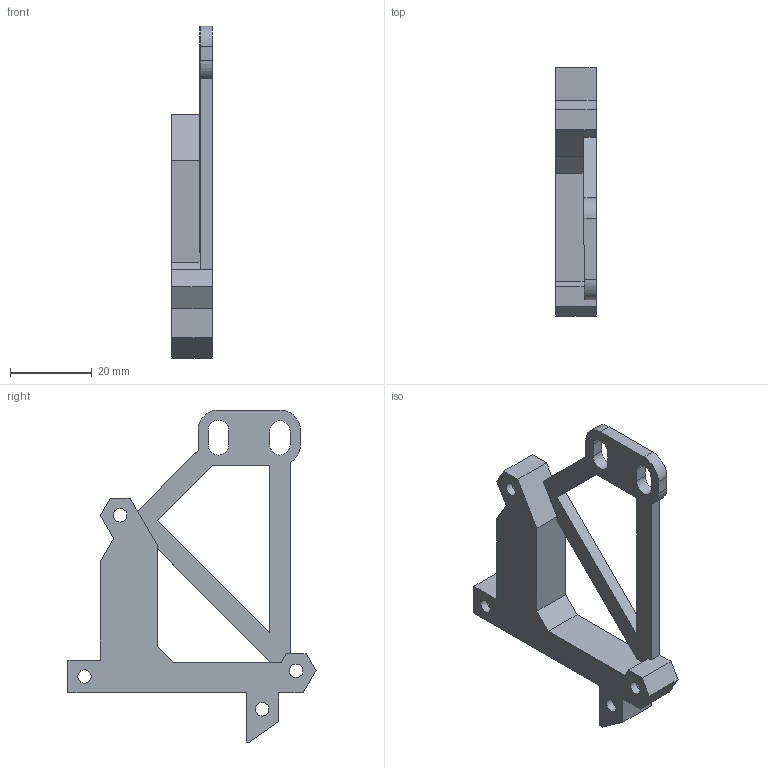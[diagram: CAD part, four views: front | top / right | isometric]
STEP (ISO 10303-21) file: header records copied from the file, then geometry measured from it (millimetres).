
FILE_DESCRIPTION(/* description */ (''),/* implementation_level */ '2;1');
FILE_NAME(/* name */ 'fanMount3.stp',/* time_stamp */ '2023-05-31T14:16:39-05:00',/* author */ ('WubbGmbaa'),/* organization */ (''),/* preprocessor_version */ 'ST-DEVELOPER v18.1',/* originating_system */ 'Autodesk Inventor 2021',/* authorisation */ '');
FILE_SCHEMA (('AUTOMOTIVE_DESIGN { 1 0 10303 214 3 1 1 }'));
Length unit declared in the file: millimetre
Products named in the file (2): E3D_cooler_v0.6; Solid27_1
Assembly tree (1 placements, depth 2):
  E3D_cooler_v0.6
    Solid27_1
Bounding box: 9.95 x 60.6 x 81.12 mm (x, y, z)
Volume: 11591 mm3; surface area: 7473.5 mm2
Topology: 1 solids, 1 shells, 77 faces, 216 edges, 144 vertices
Faces by surface type: plane 66, cylinder 11
Full cylindrical faces by diameter (mm): 3.3 x4
Entity records: 2637 total; most frequent: CARTESIAN_POINT 440, ORIENTED_EDGE 432, DIRECTION 398, EDGE_CURVE 216, LINE 194, VECTOR 194, VERTEX_POINT 144, AXIS2_PLACEMENT_3D 102
